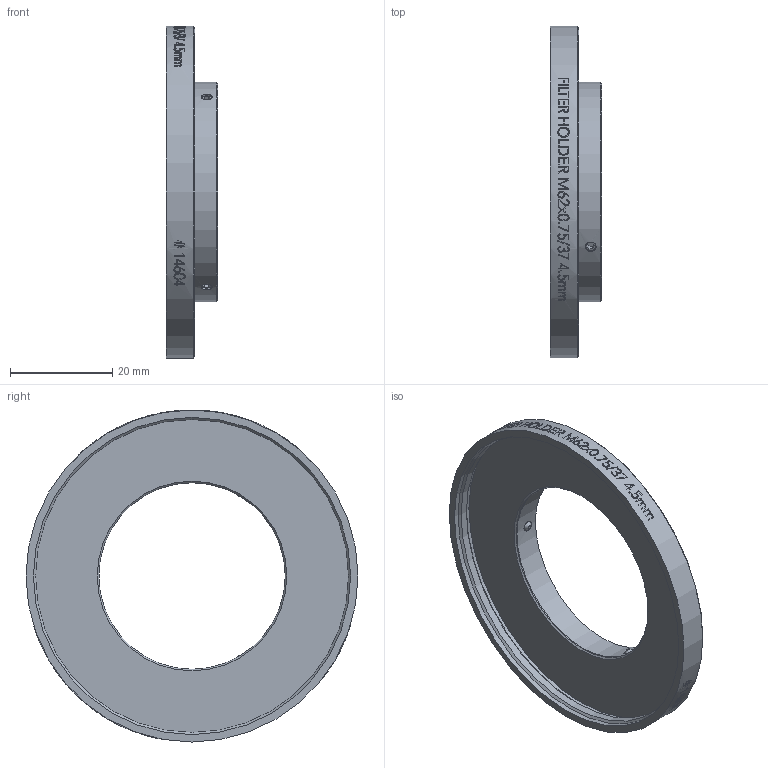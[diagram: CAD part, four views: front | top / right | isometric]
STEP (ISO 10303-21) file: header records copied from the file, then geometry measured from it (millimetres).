
FILE_DESCRIPTION(/* description */ (''),/* implementation_level */ '2;1');
FILE_NAME(/* name */ '14604_00165340_001.stp',/* time_stamp */ '2022-05-04T14:08:24+02:00',/* author */ (''),/* organization */ (''),/* preprocessor_version */ 'ST-DEVELOPER v16',/* originating_system */ 'SIEMENS PLM Software NX 10.0',/* authorisation */ '');
FILE_SCHEMA (('AP203_CONFIGURATION_CONTROLLED_3D_DESIGN_OF_MECHANICAL_PARTS_AND_ASSEMBLIES_MIM_LF { 1 0 10303 403 2 1 2}'));
Length unit declared in the file: millimetre
Products named in the file (1): Froe5DC0CD8Dceon
Bounding box: 10 x 65 x 65 mm (x, y, z)
Volume: 6260.6 mm3; surface area: 8821.5 mm2
Topology: 1 solids, 2 shells, 128 faces, 582 edges, 537 vertices
Faces by surface type: cylinder 88, plane 29, cone 11
Full cylindrical faces by diameter (mm): 2.1 x6, 36.5 x1, 37.3 x1, 43 x1, 61.28 x1, 62.1 x2, 65 x2
Entity records: 7805 total; most frequent: CARTESIAN_POINT 3678, ORIENTED_EDGE 1084, EDGE_CURVE 543, VERTEX_POINT 525, B_SPLINE_CURVE_WITH_KNOTS 458, DIRECTION 386, EDGE_LOOP 238, AXIS2_PLACEMENT_3D 172
